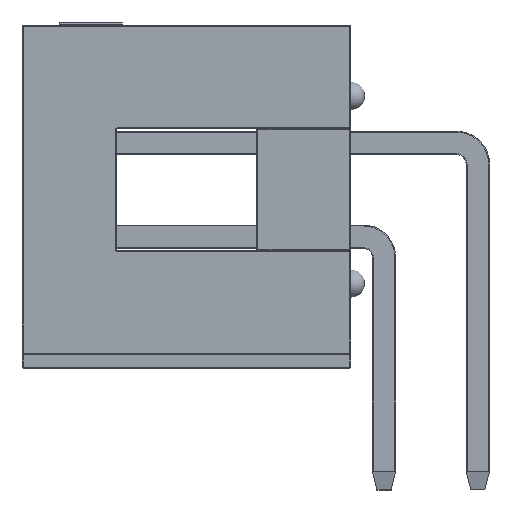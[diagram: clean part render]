
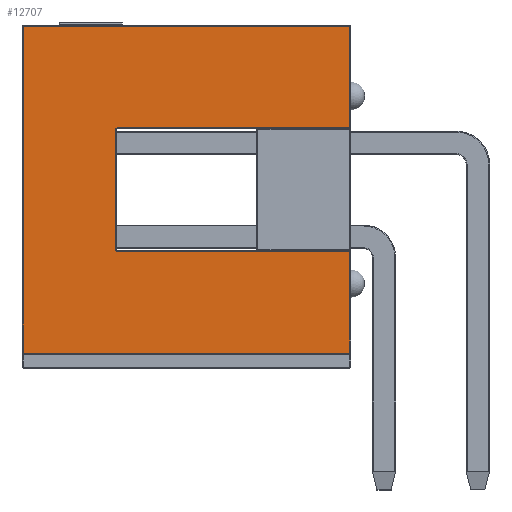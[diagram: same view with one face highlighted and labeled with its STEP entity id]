
A CAD part, front view. The second image highlights one B-rep face of the part: STEP entity #12707.
In plain terms, the highlighted face is planar.
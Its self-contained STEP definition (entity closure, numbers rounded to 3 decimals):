
#767=PLANE('',#13795);
#1424=FACE_OUTER_BOUND('',#2189,.T.);
#2189=EDGE_LOOP('',(#10172,#10173,#10174,#10175,#10176,#10177,#10178,#10179,
#10180,#10181));
#2884=CIRCLE('',#13614,0.051);
#2918=CIRCLE('',#13663,0.051);
#3133=LINE('',#19025,#4478);
#3136=LINE('',#19064,#4481);
#3141=LINE('',#19092,#4486);
#3146=LINE('',#19114,#4491);
#3152=LINE('',#19144,#4497);
#3155=LINE('',#19148,#4500);
#3159=LINE('',#19154,#4504);
#3200=LINE('',#19216,#4545);
#4478=VECTOR('',#15303,10.);
#4481=VECTOR('',#15348,10.);
#4486=VECTOR('',#15381,10.);
#4491=VECTOR('',#15408,10.);
#4497=VECTOR('',#15444,10.);
#4500=VECTOR('',#15449,10.);
#4504=VECTOR('',#15457,10.);
#4545=VECTOR('',#15540,10.);
#5971=VERTEX_POINT('',#18777);
#6003=VERTEX_POINT('',#18961);
#6004=VERTEX_POINT('',#18963);
#6025=VERTEX_POINT('',#19020);
#6037=VERTEX_POINT('',#19055);
#6038=VERTEX_POINT('',#19056);
#6049=VERTEX_POINT('',#19087);
#6053=VERTEX_POINT('',#19107);
#6059=VERTEX_POINT('',#19127);
#6063=VERTEX_POINT('',#19135);
#7285=EDGE_CURVE('',#6003,#6004,#2884,.T.);
#7315=EDGE_CURVE('',#5971,#6025,#3133,.T.);
#7329=EDGE_CURVE('',#6037,#6038,#2918,.T.);
#7333=EDGE_CURVE('',#6038,#6003,#3136,.T.);
#7347=EDGE_CURVE('',#6025,#6049,#3141,.T.);
#7358=EDGE_CURVE('',#6053,#6037,#3146,.T.);
#7373=EDGE_CURVE('',#6059,#6063,#3152,.T.);
#7376=EDGE_CURVE('',#6063,#6053,#3155,.T.);
#7380=EDGE_CURVE('',#6049,#6059,#3159,.T.);
#7421=EDGE_CURVE('',#6004,#5971,#3200,.T.);
#10172=ORIENTED_EDGE('',*,*,#7373,.F.);
#10173=ORIENTED_EDGE('',*,*,#7380,.F.);
#10174=ORIENTED_EDGE('',*,*,#7347,.F.);
#10175=ORIENTED_EDGE('',*,*,#7315,.F.);
#10176=ORIENTED_EDGE('',*,*,#7421,.F.);
#10177=ORIENTED_EDGE('',*,*,#7285,.F.);
#10178=ORIENTED_EDGE('',*,*,#7333,.F.);
#10179=ORIENTED_EDGE('',*,*,#7329,.F.);
#10180=ORIENTED_EDGE('',*,*,#7358,.F.);
#10181=ORIENTED_EDGE('',*,*,#7376,.F.);
#12707=ADVANCED_FACE('',(#1424),#767,.T.);
#13614=AXIS2_PLACEMENT_3D('',#18964,#15230,#15231);
#13663=AXIS2_PLACEMENT_3D('',#19057,#15338,#15339);
#13795=AXIS2_PLACEMENT_3D('',#19887,#16008,#16009);
#15230=DIRECTION('center_axis',(1.,0.,0.));
#15231=DIRECTION('ref_axis',(0.,-0.707,0.707));
#15303=DIRECTION('',(0.,-1.,0.));
#15338=DIRECTION('center_axis',(1.,0.,0.));
#15339=DIRECTION('ref_axis',(0.,0.707,0.707));
#15348=DIRECTION('',(0.,-1.,0.));
#15381=DIRECTION('',(0.,0.,1.));
#15408=DIRECTION('',(0.,0.,1.));
#15444=DIRECTION('',(0.,0.,-1.));
#15449=DIRECTION('',(0.,-1.,0.));
#15457=DIRECTION('',(0.,1.,0.));
#15540=DIRECTION('',(0.,0.,-1.));
#16008=DIRECTION('center_axis',(1.,0.,0.));
#16009=DIRECTION('ref_axis',(0.,1.,0.));
#18777=CARTESIAN_POINT('',(43.815,-1.676,0.025));
#18961=CARTESIAN_POINT('',(43.815,-1.626,6.375));
#18963=CARTESIAN_POINT('',(43.815,-1.676,6.325));
#18964=CARTESIAN_POINT('Origin',(43.815,-1.626,6.325));
#19020=CARTESIAN_POINT('',(43.815,-4.42,0.025));
#19025=CARTESIAN_POINT('',(43.815,-2.222,0.025));
#19055=CARTESIAN_POINT('',(43.815,1.676,6.325));
#19056=CARTESIAN_POINT('',(43.815,1.626,6.375));
#19057=CARTESIAN_POINT('Origin',(43.815,1.626,6.325));
#19064=CARTESIAN_POINT('',(43.815,-3.048,6.375));
#19087=CARTESIAN_POINT('',(43.815,-4.42,8.865));
#19092=CARTESIAN_POINT('',(43.815,-4.42,0.));
#19107=CARTESIAN_POINT('',(43.815,1.676,0.025));
#19114=CARTESIAN_POINT('',(43.815,1.676,3.175));
#19127=CARTESIAN_POINT('',(43.815,4.42,8.865));
#19135=CARTESIAN_POINT('',(43.815,4.42,0.025));
#19144=CARTESIAN_POINT('',(43.815,4.42,0.));
#19148=CARTESIAN_POINT('',(43.815,-2.222,0.025));
#19154=CARTESIAN_POINT('',(43.815,-2.222,8.865));
#19216=CARTESIAN_POINT('',(43.815,-1.676,0.));
#19887=CARTESIAN_POINT('Origin',(43.815,-4.445,0.));
